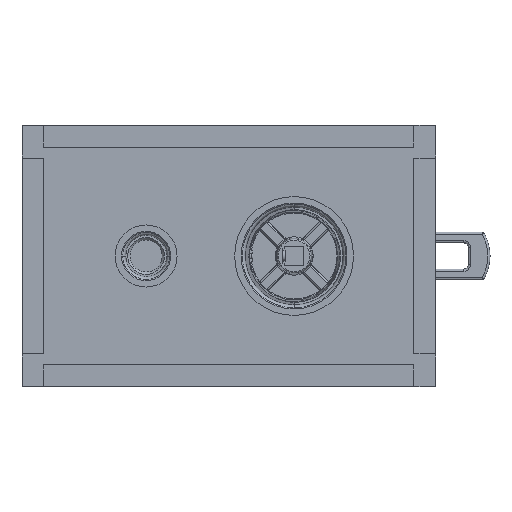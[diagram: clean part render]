
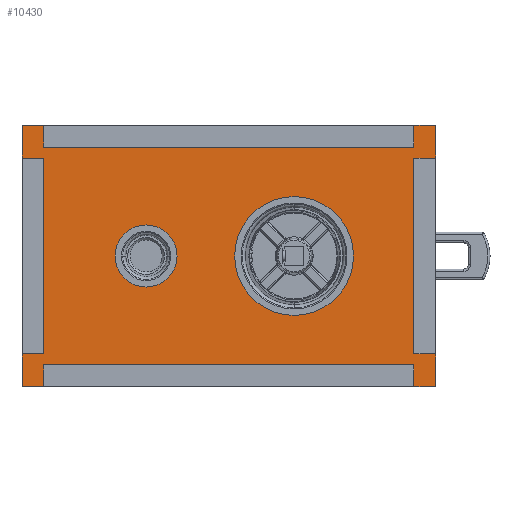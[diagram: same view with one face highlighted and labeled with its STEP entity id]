
A CAD part, left-side view. The second image highlights one B-rep face of the part: STEP entity #10430.
In plain terms, the highlighted planar face has unit normal (-1, 0, 0).
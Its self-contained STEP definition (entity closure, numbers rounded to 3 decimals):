
#9581=DIRECTION('',(0.,-1.,0.));
#9582=VECTOR('',#9581,170.);
#9583=CARTESIAN_POINT('',(-4.,115.,50.));
#9584=LINE('',#9583,#9582);
#9585=DIRECTION('',(0.,0.,-1.));
#9586=VECTOR('',#9585,10.);
#9587=CARTESIAN_POINT('',(-4.,-55.,60.));
#9588=LINE('',#9587,#9586);
#9589=DIRECTION('',(0.,-1.,0.));
#9590=VECTOR('',#9589,10.);
#9591=CARTESIAN_POINT('',(-4.,-55.,60.));
#9592=LINE('',#9591,#9590);
#9593=DIRECTION('',(0.,0.,-1.));
#9594=VECTOR('',#9593,15.);
#9595=CARTESIAN_POINT('',(-4.,-65.,60.));
#9596=LINE('',#9595,#9594);
#9597=DIRECTION('',(0.,1.,0.));
#9598=VECTOR('',#9597,10.);
#9599=CARTESIAN_POINT('',(-4.,-65.,45.));
#9600=LINE('',#9599,#9598);
#9601=DIRECTION('',(0.,0.,1.));
#9602=VECTOR('',#9601,90.);
#9603=CARTESIAN_POINT('',(-4.,-55.,-45.));
#9604=LINE('',#9603,#9602);
#9605=DIRECTION('',(0.,1.,0.));
#9606=VECTOR('',#9605,10.);
#9607=CARTESIAN_POINT('',(-4.,-65.,-45.));
#9608=LINE('',#9607,#9606);
#9609=DIRECTION('',(0.,0.,-1.));
#9610=VECTOR('',#9609,15.);
#9611=CARTESIAN_POINT('',(-4.,-65.,-45.));
#9612=LINE('',#9611,#9610);
#9613=DIRECTION('',(0.,1.,0.));
#9614=VECTOR('',#9613,10.);
#9615=CARTESIAN_POINT('',(-4.,-65.,-60.));
#9616=LINE('',#9615,#9614);
#9617=DIRECTION('',(0.,0.,1.));
#9618=VECTOR('',#9617,10.);
#9619=CARTESIAN_POINT('',(-4.,-55.,-60.));
#9620=LINE('',#9619,#9618);
#9621=DIRECTION('',(0.,-1.,0.));
#9622=VECTOR('',#9621,170.);
#9623=CARTESIAN_POINT('',(-4.,115.,-50.));
#9624=LINE('',#9623,#9622);
#9625=DIRECTION('',(0.,0.,1.));
#9626=VECTOR('',#9625,10.);
#9627=CARTESIAN_POINT('',(-4.,115.,-60.));
#9628=LINE('',#9627,#9626);
#9629=DIRECTION('',(0.,1.,0.));
#9630=VECTOR('',#9629,10.);
#9631=CARTESIAN_POINT('',(-4.,115.,-60.));
#9632=LINE('',#9631,#9630);
#9633=DIRECTION('',(0.,0.,1.));
#9634=VECTOR('',#9633,15.);
#9635=CARTESIAN_POINT('',(-4.,125.,-60.));
#9636=LINE('',#9635,#9634);
#9637=DIRECTION('',(0.,-1.,0.));
#9638=VECTOR('',#9637,10.);
#9639=CARTESIAN_POINT('',(-4.,125.,-45.));
#9640=LINE('',#9639,#9638);
#9641=DIRECTION('',(0.,0.,-1.));
#9642=VECTOR('',#9641,90.);
#9643=CARTESIAN_POINT('',(-4.,115.,45.));
#9644=LINE('',#9643,#9642);
#9645=DIRECTION('',(0.,-1.,0.));
#9646=VECTOR('',#9645,10.);
#9647=CARTESIAN_POINT('',(-4.,125.,45.));
#9648=LINE('',#9647,#9646);
#9649=DIRECTION('',(0.,0.,1.));
#9650=VECTOR('',#9649,15.);
#9651=CARTESIAN_POINT('',(-4.,125.,45.));
#9652=LINE('',#9651,#9650);
#9653=DIRECTION('',(0.,-1.,0.));
#9654=VECTOR('',#9653,10.);
#9655=CARTESIAN_POINT('',(-4.,125.,60.));
#9656=LINE('',#9655,#9654);
#9657=DIRECTION('',(0.,0.,-1.));
#9658=VECTOR('',#9657,10.);
#9659=CARTESIAN_POINT('',(-4.,115.,60.));
#9660=LINE('',#9659,#9658);
#9661=CARTESIAN_POINT('',(-4.,0.,0.));
#9662=DIRECTION('',(-1.,0.,0.));
#9663=DIRECTION('',(0.,-1.,0.));
#9664=AXIS2_PLACEMENT_3D('',#9661,#9662,#9663);
#9666=CARTESIAN_POINT('',(-4.,0.,0.));
#9667=DIRECTION('',(-1.,0.,0.));
#9668=DIRECTION('',(0.,1.,0.));
#9669=AXIS2_PLACEMENT_3D('',#9666,#9667,#9668);
#9671=CARTESIAN_POINT('',(-4.,68.,0.));
#9672=DIRECTION('',(-1.,0.,0.));
#9673=DIRECTION('',(0.,-1.,0.));
#9674=AXIS2_PLACEMENT_3D('',#9671,#9672,#9673);
#9676=CARTESIAN_POINT('',(-4.,68.,0.));
#9677=DIRECTION('',(-1.,0.,0.));
#9678=DIRECTION('',(0.,1.,0.));
#9679=AXIS2_PLACEMENT_3D('',#9676,#9677,#9678);
#10197=CARTESIAN_POINT('',(-4.,-65.,-60.));
#10198=VERTEX_POINT('',#10197);
#10199=CARTESIAN_POINT('',(-4.,125.,-60.));
#10200=VERTEX_POINT('',#10199);
#10201=CARTESIAN_POINT('',(-4.,125.,60.));
#10202=VERTEX_POINT('',#10201);
#10203=CARTESIAN_POINT('',(-4.,-65.,60.));
#10204=VERTEX_POINT('',#10203);
#10217=CARTESIAN_POINT('',(-4.,-27.3,0.));
#10218=CARTESIAN_POINT('',(-4.,27.3,0.));
#10219=VERTEX_POINT('',#10217);
#10220=VERTEX_POINT('',#10218);
#10229=CARTESIAN_POINT('',(-4.,53.75,0.));
#10230=CARTESIAN_POINT('',(-4.,82.25,0.));
#10231=VERTEX_POINT('',#10229);
#10232=VERTEX_POINT('',#10230);
#10293=CARTESIAN_POINT('',(-4.,125.,45.));
#10294=CARTESIAN_POINT('',(-4.,115.,45.));
#10295=VERTEX_POINT('',#10293);
#10296=VERTEX_POINT('',#10294);
#10297=CARTESIAN_POINT('',(-4.,115.,-45.));
#10298=VERTEX_POINT('',#10297);
#10299=CARTESIAN_POINT('',(-4.,125.,-45.));
#10300=VERTEX_POINT('',#10299);
#10309=CARTESIAN_POINT('',(-4.,-65.,45.));
#10310=CARTESIAN_POINT('',(-4.,-55.,45.));
#10311=VERTEX_POINT('',#10309);
#10312=VERTEX_POINT('',#10310);
#10313=CARTESIAN_POINT('',(-4.,-65.,-45.));
#10314=CARTESIAN_POINT('',(-4.,-55.,-45.));
#10315=VERTEX_POINT('',#10313);
#10316=VERTEX_POINT('',#10314);
#10325=CARTESIAN_POINT('',(-4.,115.,-60.));
#10326=CARTESIAN_POINT('',(-4.,115.,-50.));
#10327=VERTEX_POINT('',#10325);
#10328=VERTEX_POINT('',#10326);
#10329=CARTESIAN_POINT('',(-4.,-55.,-50.));
#10330=VERTEX_POINT('',#10329);
#10331=CARTESIAN_POINT('',(-4.,-55.,-60.));
#10332=VERTEX_POINT('',#10331);
#10341=CARTESIAN_POINT('',(-4.,115.,50.));
#10342=CARTESIAN_POINT('',(-4.,-55.,50.));
#10343=VERTEX_POINT('',#10341);
#10344=VERTEX_POINT('',#10342);
#10345=CARTESIAN_POINT('',(-4.,-55.,60.));
#10346=VERTEX_POINT('',#10345);
#10347=CARTESIAN_POINT('',(-4.,115.,60.));
#10348=VERTEX_POINT('',#10347);
#10372=CARTESIAN_POINT('',(-4.,30.,0.));
#10373=DIRECTION('',(1.,0.,0.));
#10374=DIRECTION('',(0.,0.,1.));
#10375=AXIS2_PLACEMENT_3D('',#10372,#10373,#10374);
#10376=PLANE('',#10375);
#10378=ORIENTED_EDGE('',*,*,#10377,.T.);
#10380=ORIENTED_EDGE('',*,*,#10379,.F.);
#10382=ORIENTED_EDGE('',*,*,#10381,.T.);
#10384=ORIENTED_EDGE('',*,*,#10383,.T.);
#10386=ORIENTED_EDGE('',*,*,#10385,.T.);
#10387=ORIENTED_EDGE('',*,*,#10354,.F.);
#10389=ORIENTED_EDGE('',*,*,#10388,.F.);
#10391=ORIENTED_EDGE('',*,*,#10390,.T.);
#10393=ORIENTED_EDGE('',*,*,#10392,.T.);
#10395=ORIENTED_EDGE('',*,*,#10394,.T.);
#10397=ORIENTED_EDGE('',*,*,#10396,.F.);
#10399=ORIENTED_EDGE('',*,*,#10398,.F.);
#10401=ORIENTED_EDGE('',*,*,#10400,.T.);
#10403=ORIENTED_EDGE('',*,*,#10402,.T.);
#10405=ORIENTED_EDGE('',*,*,#10404,.T.);
#10407=ORIENTED_EDGE('',*,*,#10406,.F.);
#10409=ORIENTED_EDGE('',*,*,#10408,.F.);
#10411=ORIENTED_EDGE('',*,*,#10410,.T.);
#10413=ORIENTED_EDGE('',*,*,#10412,.T.);
#10415=ORIENTED_EDGE('',*,*,#10414,.T.);
#10416=EDGE_LOOP('',(#10378,#10380,#10382,#10384,#10386,#10387,#10389,#10391,
#10393,#10395,#10397,#10399,#10401,#10403,#10405,#10407,#10409,#10411,#10413,
#10415));
#10417=FACE_OUTER_BOUND('',#10416,.F.);
#10419=ORIENTED_EDGE('',*,*,#10418,.T.);
#10421=ORIENTED_EDGE('',*,*,#10420,.T.);
#10422=EDGE_LOOP('',(#10419,#10421));
#10423=FACE_BOUND('',#10422,.F.);
#10425=ORIENTED_EDGE('',*,*,#10424,.T.);
#10427=ORIENTED_EDGE('',*,*,#10426,.T.);
#10428=EDGE_LOOP('',(#10425,#10427));
#10429=FACE_BOUND('',#10428,.F.);
#10430=ADVANCED_FACE('',(#10417,#10423,#10429),#10376,.F.);
#9665=CIRCLE('',#9664,27.3);
#9670=CIRCLE('',#9669,27.3);
#9675=CIRCLE('',#9674,14.25);
#9680=CIRCLE('',#9679,14.25);
#10354=EDGE_CURVE('',#10316,#10312,#9604,.T.);
#10377=EDGE_CURVE('',#10343,#10344,#9584,.T.);
#10379=EDGE_CURVE('',#10346,#10344,#9588,.T.);
#10381=EDGE_CURVE('',#10346,#10204,#9592,.T.);
#10383=EDGE_CURVE('',#10204,#10311,#9596,.T.);
#10385=EDGE_CURVE('',#10311,#10312,#9600,.T.);
#10388=EDGE_CURVE('',#10315,#10316,#9608,.T.);
#10390=EDGE_CURVE('',#10315,#10198,#9612,.T.);
#10392=EDGE_CURVE('',#10198,#10332,#9616,.T.);
#10394=EDGE_CURVE('',#10332,#10330,#9620,.T.);
#10396=EDGE_CURVE('',#10328,#10330,#9624,.T.);
#10398=EDGE_CURVE('',#10327,#10328,#9628,.T.);
#10400=EDGE_CURVE('',#10327,#10200,#9632,.T.);
#10402=EDGE_CURVE('',#10200,#10300,#9636,.T.);
#10404=EDGE_CURVE('',#10300,#10298,#9640,.T.);
#10406=EDGE_CURVE('',#10296,#10298,#9644,.T.);
#10408=EDGE_CURVE('',#10295,#10296,#9648,.T.);
#10410=EDGE_CURVE('',#10295,#10202,#9652,.T.);
#10412=EDGE_CURVE('',#10202,#10348,#9656,.T.);
#10414=EDGE_CURVE('',#10348,#10343,#9660,.T.);
#10418=EDGE_CURVE('',#10219,#10220,#9665,.T.);
#10420=EDGE_CURVE('',#10220,#10219,#9670,.T.);
#10424=EDGE_CURVE('',#10231,#10232,#9675,.T.);
#10426=EDGE_CURVE('',#10232,#10231,#9680,.T.);
